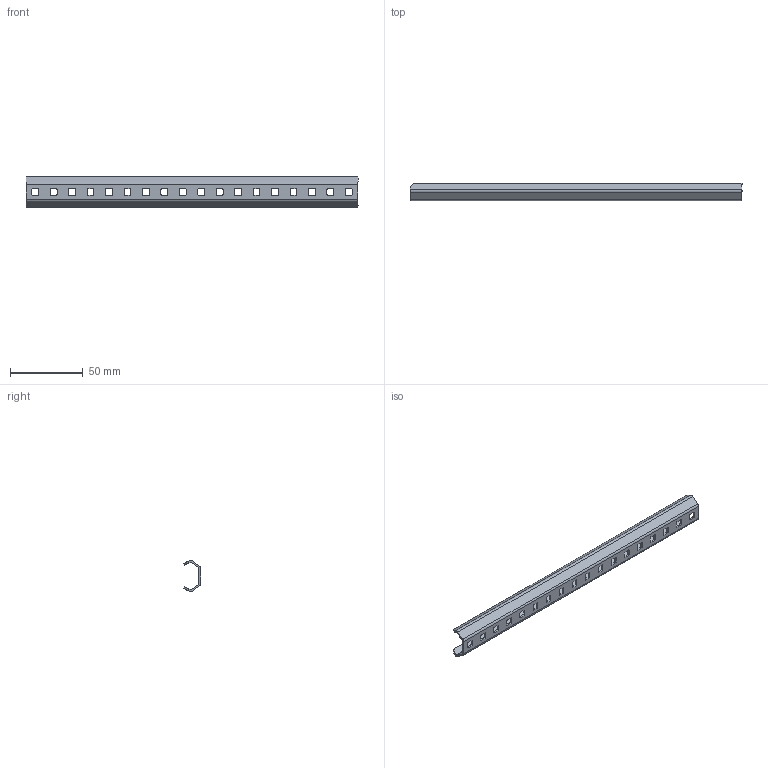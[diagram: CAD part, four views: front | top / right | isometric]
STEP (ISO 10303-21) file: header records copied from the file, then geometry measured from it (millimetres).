
FILE_DESCRIPTION(/* description */ (''),/* implementation_level */ '2;1');
FILE_NAME(/* name */ 'Linear Slide-Outer 9in_MIR.ipt.step',/* time_stamp */ '2020-04-16T23:03:59-04:00',/* author */ ('Hannah'),/* organization */ (''),/* preprocessor_version */ 'ST-DEVELOPER v17',/* originating_system */ 'Autodesk Inventor 2019',/* authorisation */ '');
FILE_SCHEMA (('AUTOMOTIVE_DESIGN { 1 0 10303 214 3 1 1 }'));
Length unit declared in the file: inch
Products named in the file (1): Linear Slide-Outer 9in_MIR
Bounding box: 228.6 x 11.82 x 21.48 mm (x, y, z)
Volume: 9502.2 mm3; surface area: 17254 mm2
Topology: 1 solids, 1 shells, 176 faces, 525 edges, 352 vertices
Faces by surface type: plane 96, cylinder 80
Entity records: 6193 total; most frequent: DIRECTION 1056, CARTESIAN_POINT 1035, ORIENTED_EDGE 1012, EDGE_CURVE 506, AXIS2_PLACEMENT_3D 355, LINE 346, VECTOR 346, VERTEX_POINT 332
